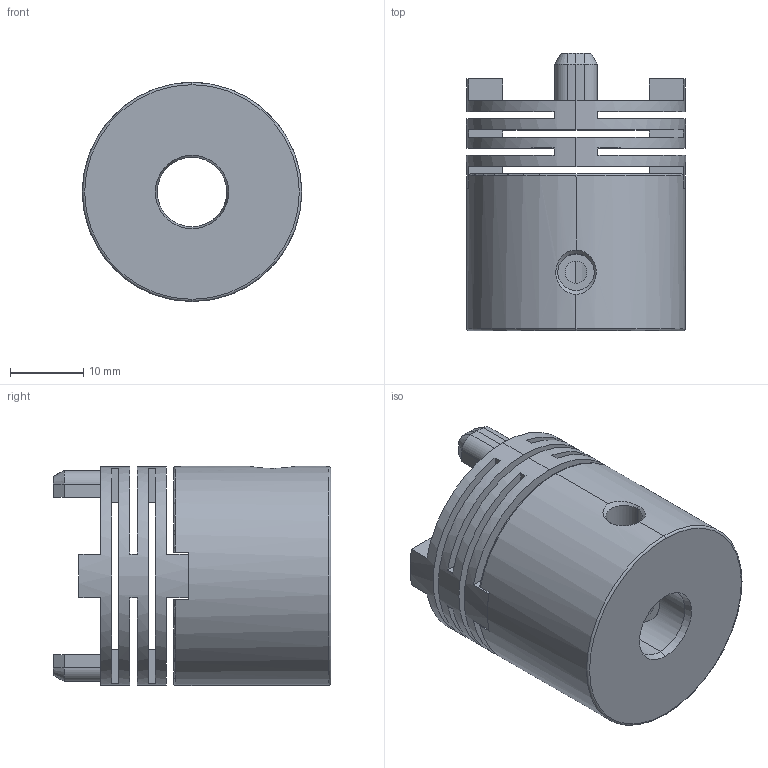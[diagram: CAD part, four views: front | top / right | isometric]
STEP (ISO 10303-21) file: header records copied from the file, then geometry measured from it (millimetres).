
FILE_DESCRIPTION (( 'STEP AP203' ), '1' );
FILE_NAME ('M030_M9410_010-E3.STEP', '2018-05-14T12:25:46', ( '' ), ( '' ), 'SwSTEP 2.0', 'SolidWorks 2016', '' );
FILE_SCHEMA (( 'CONFIG_CONTROL_DESIGN' ));
Length unit declared in the file: millimetre
Products named in the file (1): M030_M9410_010-E3
Bounding box: 30 x 38 x 30 mm (x, y, z)
Surface area: 8412.8 mm2 (no closed solid volume)
Topology: 0 solids, 5 shells, 119 faces, 359 edges, 239 vertices
Faces by surface type: plane 68, cylinder 27, cone 19, torus 5
Entity records: 4435 total; most frequent: CARTESIAN_POINT 986, DIRECTION 730, ORIENTED_EDGE 684, EDGE_CURVE 357, AXIS2_PLACEMENT_3D 269, VERTEX_POINT 239, VECTOR 192, LINE 192
